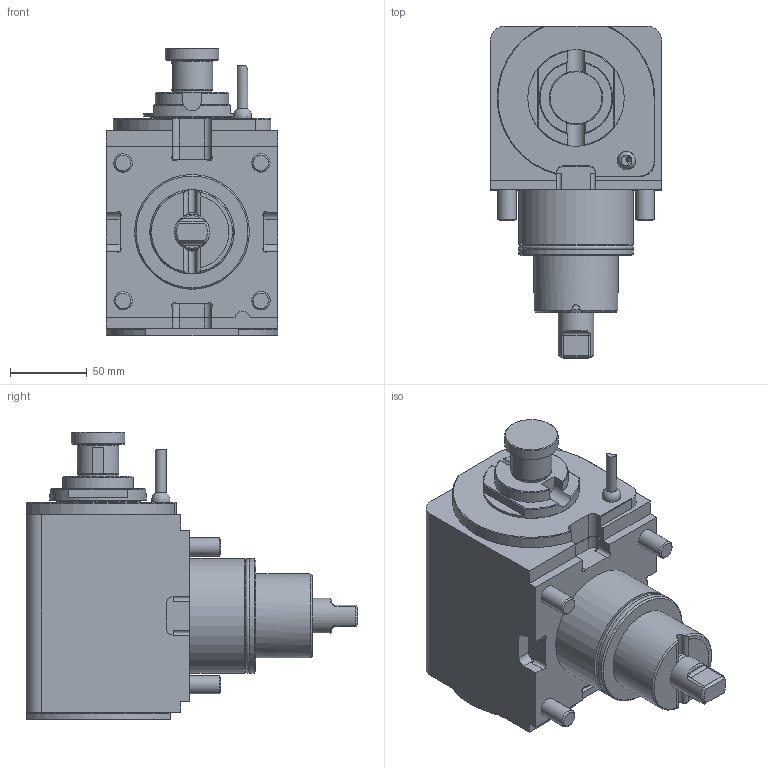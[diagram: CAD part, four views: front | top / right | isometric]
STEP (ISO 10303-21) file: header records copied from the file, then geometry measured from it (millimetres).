
FILE_DESCRIPTION (( 'STEP AP214' ), '1' );
FILE_NAME ('RRPFS27121UT75-68.STEP', '2023-11-02T09:20:32', ( '' ), ( '' ), 'SwSTEP 2.0', 'SolidWorks 2023', '' );
FILE_SCHEMA (( 'AUTOMOTIVE_DESIGN' ));
Length unit declared in the file: millimetre
Products named in the file (1): RRPFS27121UT75-68
Bounding box: 112 x 216.7 x 188.1 mm (x, y, z)
Volume: 2049237.7 mm3; surface area: 142231.1 mm2
Topology: 7 solids, 7 shells, 572 faces, 1467 edges, 964 vertices
Faces by surface type: plane 327, cylinder 100, bspline 89, cone 44, torus 11, sphere 1
Full cylindrical faces by diameter (mm): 1.7 x1, 2.1 x1, 4 x1, 6.366 x1, 7 x1, 12 x8, 18 x4, 23 x1, 26.6 x1, 27 x1, 35 x2, 55 x2, 63 x1, 70.3 x3, 75 x2
Entity records: 25367 total; most frequent: CARTESIAN_POINT 8856, ORIENTED_EDGE 2766, DIRECTION 2321, EDGE_CURVE 1383, VERTEX_POINT 940, VECTOR 887, LINE 887, AXIS2_PLACEMENT_3D 717
